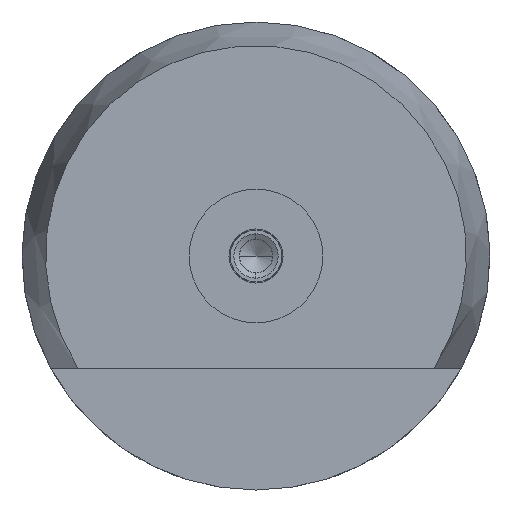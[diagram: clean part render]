
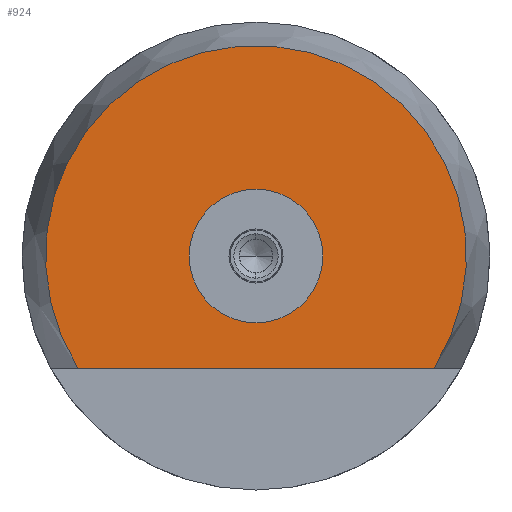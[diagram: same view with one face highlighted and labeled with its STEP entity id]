
A CAD part, left-side view. The second image highlights one B-rep face of the part: STEP entity #924.
In plain terms, the highlighted planar face has unit normal (-1, 0, 0).
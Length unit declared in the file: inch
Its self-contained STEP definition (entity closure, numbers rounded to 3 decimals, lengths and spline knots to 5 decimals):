
#5 = ORIENTED_EDGE ( 'NONE', *, *, #2203, .F. ) ;
#14 = ORIENTED_EDGE ( 'NONE', *, *, #2206, .F. ) ;
#44 = ORIENTED_EDGE ( 'NONE', *, *, #2124, .F. ) ;
#56 = VERTEX_POINT ( 'NONE', #1853 ) ;
#70 = VERTEX_POINT ( 'NONE', #1879 ) ;
#211 = ORIENTED_EDGE ( 'NONE', *, *, #2200, .F. ) ;
#492 = CARTESIAN_POINT ( 'NONE',  ( -10.25, -1.33073, -0.84 ) ) ;
#502 = DIRECTION ( 'NONE',  ( 1., 0., 0. ) ) ;
#512 = CARTESIAN_POINT ( 'NONE',  ( -10.25, 1.33073, -0.84 ) ) ;
#519 = PLANE ( 'NONE',  #1973 ) ;
#522 = CARTESIAN_POINT ( 'NONE',  ( -10.25, 0., 0. ) ) ;
#546 = DIRECTION ( 'NONE',  ( 0., 0., -1. ) ) ;
#705 = CARTESIAN_POINT ( 'NONE',  ( -10.25, 0., 0. ) ) ;
#706 = DIRECTION ( 'NONE',  ( -1., 0., 0. ) ) ;
#707 = DIRECTION ( 'NONE',  ( 0., 0., 1. ) ) ;
#869 = VERTEX_POINT ( 'NONE', #512 ) ;
#917 = VERTEX_POINT ( 'NONE', #492 ) ;
#924 = ADVANCED_FACE ( 'NONE', ( #1181, #1187 ), #519, .F. ) ;
#1121 = EDGE_LOOP ( 'NONE', ( #211, #14 ) ) ;
#1128 = EDGE_LOOP ( 'NONE', ( #5, #44 ) ) ;
#1181 = FACE_BOUND ( 'NONE', #1128, .T. ) ;
#1187 = FACE_OUTER_BOUND ( 'NONE', #1121, .T. ) ;
#1335 = CIRCLE ( 'NONE', #2045, 0.5 ) ;
#1407 = LINE ( 'NONE', #2278, #1409 ) ;
#1409 = VECTOR ( 'NONE', #2279, 39.37008 ) ;
#1411 = CIRCLE ( 'NONE', #2070, 0.5 ) ;
#1412 = CIRCLE ( 'NONE', #2071, 1.57367 ) ;
#1853 = CARTESIAN_POINT ( 'NONE',  ( -10.25, 0., 0.5 ) ) ;
#1879 = CARTESIAN_POINT ( 'NONE',  ( -10.25, 0., -0.5 ) ) ;
#1973 = AXIS2_PLACEMENT_3D ( 'NONE', #522, #502, #546 ) ;
#2045 = AXIS2_PLACEMENT_3D ( 'NONE', #705, #706, #707 ) ;
#2070 = AXIS2_PLACEMENT_3D ( 'NONE', #2289, #2290, #2291 ) ;
#2071 = AXIS2_PLACEMENT_3D ( 'NONE', #2298, #2299, #2300 ) ;
#2124 = EDGE_CURVE ( 'NONE', #70, #56, #1335, .T. ) ;
#2200 = EDGE_CURVE ( 'NONE', #917, #869, #1407, .T. ) ;
#2203 = EDGE_CURVE ( 'NONE', #56, #70, #1411, .T. ) ;
#2206 = EDGE_CURVE ( 'NONE', #869, #917, #1412, .T. ) ;
#2278 = CARTESIAN_POINT ( 'NONE',  ( -10.25, 0., -0.84 ) ) ;
#2279 = DIRECTION ( 'NONE',  ( 0., 1., 0. ) ) ;
#2289 = CARTESIAN_POINT ( 'NONE',  ( -10.25, 0., 0. ) ) ;
#2290 = DIRECTION ( 'NONE',  ( -1., 0., 0. ) ) ;
#2291 = DIRECTION ( 'NONE',  ( 0., 0., 1. ) ) ;
#2298 = CARTESIAN_POINT ( 'NONE',  ( -10.25, 0., 0. ) ) ;
#2299 = DIRECTION ( 'NONE',  ( 1., 0., 0. ) ) ;
#2300 = DIRECTION ( 'NONE',  ( 0., 0., -1. ) ) ;
